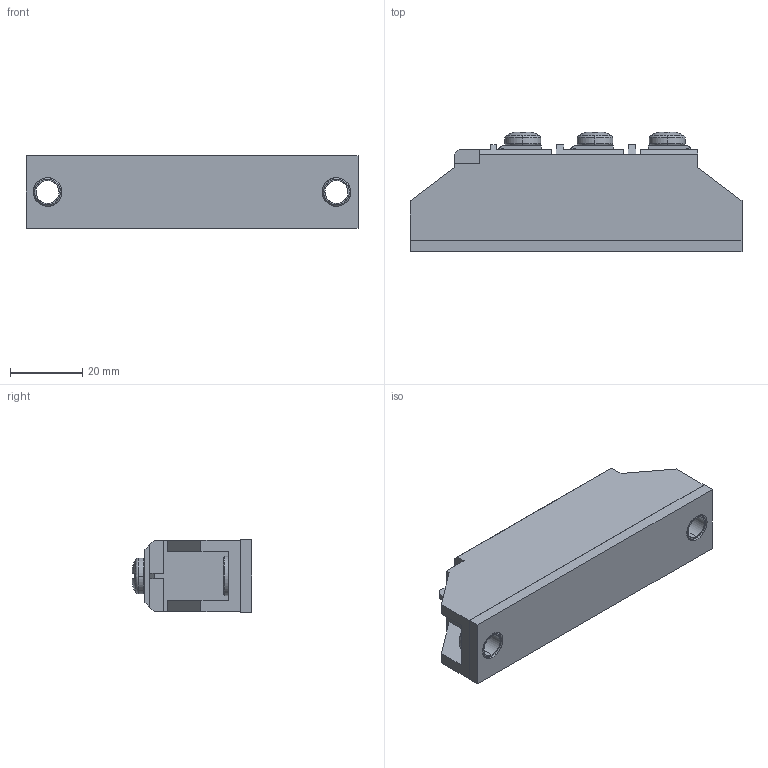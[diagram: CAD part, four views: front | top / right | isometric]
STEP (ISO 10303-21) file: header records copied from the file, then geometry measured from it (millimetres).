
FILE_DESCRIPTION (( 'STEP AP214' ), '1' );
FILE_NAME ('104304.STEP', '2011-07-23T17:28:21', ( 'LALo' ), ( 'Edi Foundation' ), 'SwSTEP 2.0', 'SolidWorks 2011', '' );
FILE_SCHEMA (( 'AUTOMOTIVE_DESIGN' ));
Length unit declared in the file: inch
Products named in the file (1): 104304
Bounding box: 91.95 x 33.15 x 19.99 mm (x, y, z)
Surface area: 24639.2 mm2 (no closed solid volume)
Topology: 0 solids, 464 shells, 472 faces, 2403 edges, 2395 vertices
Faces by surface type: plane 339, cylinder 85, cone 30, bspline 18
Entity records: 31803 total; most frequent: CARTESIAN_POINT 10838, DIRECTION 3106, ORIENTED_EDGE 2411, EDGE_CURVE 2403, VERTEX_POINT 2395, LINE 1628, VECTOR 1628, AXIS2_PLACEMENT_3D 739
